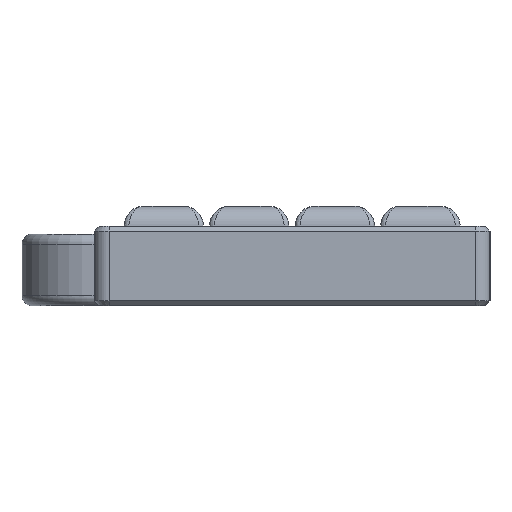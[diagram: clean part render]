
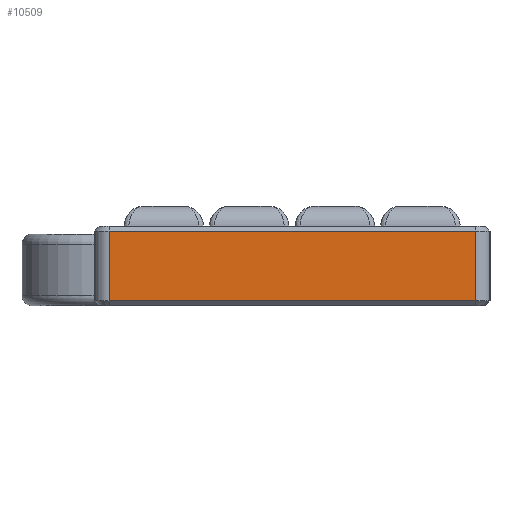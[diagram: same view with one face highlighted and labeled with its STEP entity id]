
A CAD part, left-side view. The second image highlights one B-rep face of the part: STEP entity #10509.
In plain terms, the highlighted planar face has unit normal (-1, 0, 0).
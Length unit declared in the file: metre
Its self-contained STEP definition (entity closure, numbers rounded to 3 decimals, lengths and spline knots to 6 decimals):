
#3982=ORIENTED_EDGE('',*,*,#5569,.T.);
#3983=ORIENTED_EDGE('',*,*,#5570,.T.);
#3984=ORIENTED_EDGE('',*,*,#5571,.T.);
#3985=ORIENTED_EDGE('',*,*,#5572,.T.);
#5569=EDGE_CURVE('',#6435,#6436,#7248,.T.);
#5570=EDGE_CURVE('',#6436,#6437,#7249,.F.);
#5571=EDGE_CURVE('',#6437,#6438,#7250,.F.);
#5572=EDGE_CURVE('',#6438,#6435,#7251,.F.);
#6435=VERTEX_POINT('',#21043);
#6436=VERTEX_POINT('',#21044);
#6437=VERTEX_POINT('',#21046);
#6438=VERTEX_POINT('',#21048);
#7248=LINE('',#21042,#8073);
#7249=LINE('',#21045,#8074);
#7250=LINE('',#21047,#8075);
#7251=LINE('',#21049,#8076);
#8073=VECTOR('',#15423,1.);
#8074=VECTOR('',#15424,1.);
#8075=VECTOR('',#15425,1.);
#8076=VECTOR('',#15426,1.);
#8803=EDGE_LOOP('',(#3982,#3983,#3984,#3985));
#9532=FACE_BOUND('',#8803,.T.);
#9806=PLANE('',#12183);
#10509=ADVANCED_FACE('',(#9532),#9806,.F.);
#12183=AXIS2_PLACEMENT_3D('',#21041,#15421,#15422);
#15421=DIRECTION('',(1.,0.,0.));
#15422=DIRECTION('',(0.,1.,0.));
#15423=DIRECTION('',(0.,0.,-1.));
#15424=DIRECTION('',(0.,1.,0.));
#15425=DIRECTION('',(0.,0.,-1.));
#15426=DIRECTION('',(0.,-1.,0.));
#21041=CARTESIAN_POINT('',(-0.019259,0.03038,0.));
#21042=CARTESIAN_POINT('',(-0.019259,0.03958,0.));
#21043=CARTESIAN_POINT('',(-0.019259,0.03958,0.00175));
#21044=CARTESIAN_POINT('',(-0.019259,0.03958,-0.00175));
#21045=CARTESIAN_POINT('',(-0.019259,0.02118,-0.00175));
#21046=CARTESIAN_POINT('',(-0.019259,0.02118,-0.00175));
#21047=CARTESIAN_POINT('',(-0.019259,0.02118,0.));
#21048=CARTESIAN_POINT('',(-0.019259,0.02118,0.00175));
#21049=CARTESIAN_POINT('',(-0.019259,0.03038,0.00175));
